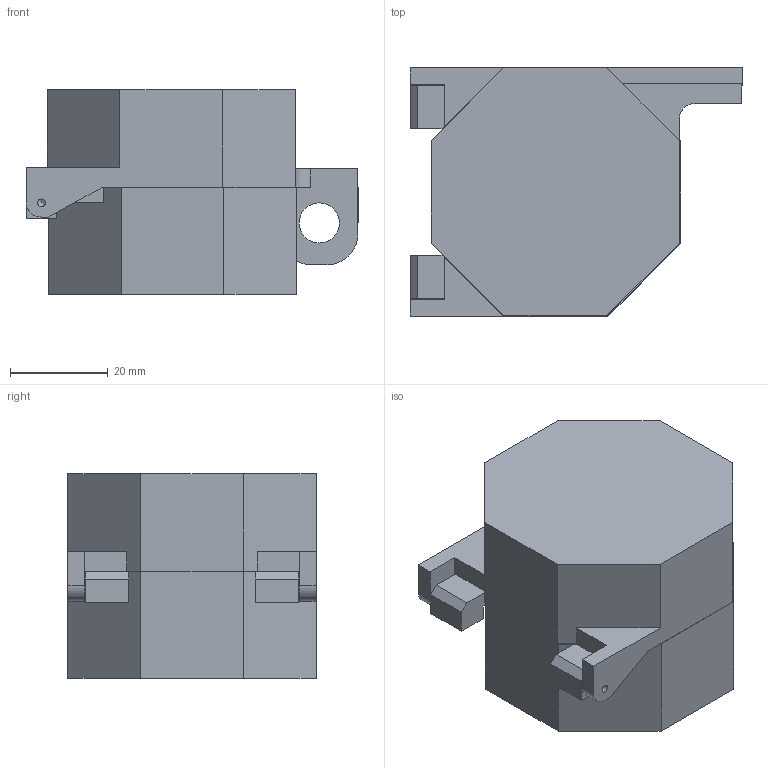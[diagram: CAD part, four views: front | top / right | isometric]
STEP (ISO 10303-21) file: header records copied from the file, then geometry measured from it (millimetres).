
FILE_DESCRIPTION(/* description */ ('','CAx-IF Rec.Pracs.---Representation and Presentation of Product Manufacturing Information (PMI)---4.0---2014-10-13'),/* implementation_level */ '2;1');
FILE_NAME(/* name */ '22LOAFC.stp',/* time_stamp */ '2020-08-13T08:54:27-04:00',/* author */ ('cbunnell'),/* organization */ (''),/* preprocessor_version */ 'ST-DEVELOPER v18.1',/* originating_system */ 'Autodesk Inventor 2020',/* authorisation */ '');
FILE_SCHEMA (('AP242_MANAGED_MODEL_BASED_3D_ENGINEERING_MIM_LF { 1 0 10303 442 1 1 4 }'));
Length unit declared in the file: millimetre
Products named in the file (1): Part1
Bounding box: 68.09 x 50.93 x 42.04 mm (x, y, z)
Volume: 25563.3 mm3; surface area: 24371.9 mm2
Topology: 2 solids, 2 shells, 95 faces, 271 edges, 182 vertices
Faces by surface type: plane 74, cylinder 19, cone 2
Full cylindrical faces by diameter (mm): 1.587 x4, 8.255 x2, 22.225 x1
Entity records: 3235 total; most frequent: CARTESIAN_POINT 547, ORIENTED_EDGE 538, DIRECTION 505, EDGE_CURVE 269, LINE 225, VECTOR 225, VERTEX_POINT 182, AXIS2_PLACEMENT_3D 140
